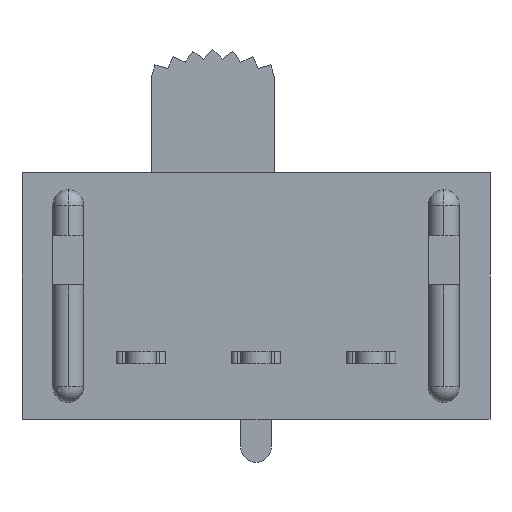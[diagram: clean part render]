
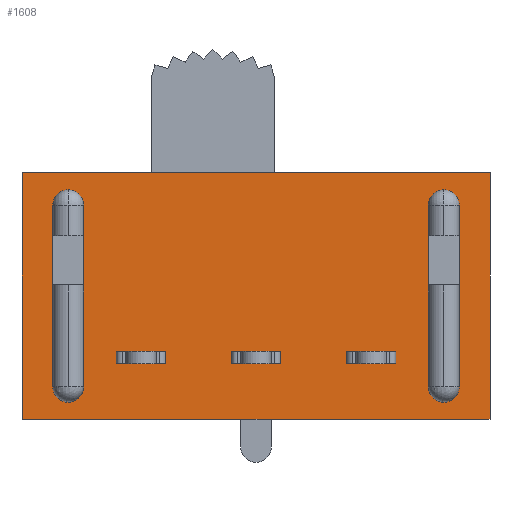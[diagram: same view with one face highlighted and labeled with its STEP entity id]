
A CAD part, front view. The second image highlights one B-rep face of the part: STEP entity #1608.
In plain terms, the highlighted planar face has unit normal (0, -1, 0).
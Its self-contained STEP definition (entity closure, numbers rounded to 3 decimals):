
#60 = EDGE_CURVE ( 'NONE', #105, #2859, #2625, .T. ) ;
#105 = VERTEX_POINT ( 'NONE', #1539 ) ;
#122 = EDGE_LOOP ( 'NONE', ( #1077, #2663, #1309, #962, #2286, #1797 ) ) ;
#166 = DIRECTION ( 'NONE',  ( 0., 0., 1. ) ) ;
#201 = CARTESIAN_POINT ( 'NONE',  ( 7.112, 2.54, -1.206 ) ) ;
#203 = EDGE_CURVE ( 'NONE', #2127, #1404, #2781, .T. ) ;
#255 = VERTEX_POINT ( 'NONE', #1363 ) ;
#302 = FACE_BOUND ( 'NONE', #2014, .T. ) ;
#304 = DIRECTION ( 'NONE',  ( 0., 0., 1. ) ) ;
#344 = DIRECTION ( 'NONE',  ( 0., 0., 1. ) ) ;
#357 = EDGE_CURVE ( 'NONE', #2859, #1342, #2161, .T. ) ;
#372 = ORIENTED_EDGE ( 'NONE', *, *, #2337, .F. ) ;
#430 = CARTESIAN_POINT ( 'NONE',  ( -7.747, 2.54, 6.287 ) ) ;
#447 = AXIS2_PLACEMENT_3D ( 'NONE', #1893, #3095, #461 ) ;
#461 = DIRECTION ( 'NONE',  ( 0., 0., -1. ) ) ;
#485 = LINE ( 'NONE', #2482, #2912 ) ;
#501 = ORIENTED_EDGE ( 'NONE', *, *, #2649, .F. ) ;
#535 = CARTESIAN_POINT ( 'NONE',  ( -9.652, 2.54, -2.54 ) ) ;
#537 = DIRECTION ( 'NONE',  ( 0., -1., 0. ) ) ;
#668 = VERTEX_POINT ( 'NONE', #1272 ) ;
#674 = DIRECTION ( 'NONE',  ( 0., 0., 1. ) ) ;
#752 = EDGE_CURVE ( 'NONE', #1404, #1625, #2803, .T. ) ;
#774 = DIRECTION ( 'NONE',  ( 0., 0., 1. ) ) ;
#787 = CARTESIAN_POINT ( 'NONE',  ( -8.382, 2.54, -1.206 ) ) ;
#868 = CARTESIAN_POINT ( 'NONE',  ( 7.747, 2.54, -1.206 ) ) ;
#916 = DIRECTION ( 'NONE',  ( 0., 0., 1. ) ) ;
#924 = LINE ( 'NONE', #2566, #2094 ) ;
#928 = DIRECTION ( 'NONE',  ( 0., 0., -1. ) ) ;
#933 = FACE_OUTER_BOUND ( 'NONE', #122, .T. ) ;
#958 = EDGE_CURVE ( 'NONE', #2393, #105, #2030, .T. ) ;
#962 = ORIENTED_EDGE ( 'NONE', *, *, #2274, .F. ) ;
#967 = DIRECTION ( 'NONE',  ( 0., 0., -1. ) ) ;
#969 = VECTOR ( 'NONE', #1735, 1000. ) ;
#978 = CIRCLE ( 'NONE', #2595, 0.635 ) ;
#1024 = CARTESIAN_POINT ( 'NONE',  ( 7.112, 2.54, 6.286 ) ) ;
#1038 = EDGE_CURVE ( 'NONE', #1342, #1415, #2878, .T. ) ;
#1066 = ORIENTED_EDGE ( 'NONE', *, *, #752, .F. ) ;
#1077 = ORIENTED_EDGE ( 'NONE', *, *, #2460, .F. ) ;
#1110 = VERTEX_POINT ( 'NONE', #1648 ) ;
#1176 = AXIS2_PLACEMENT_3D ( 'NONE', #2698, #537, #2227 ) ;
#1221 = LINE ( 'NONE', #1727, #2052 ) ;
#1233 = CARTESIAN_POINT ( 'NONE',  ( 9.652, 2.54, -2.54 ) ) ;
#1235 = VECTOR ( 'NONE', #1508, 1000. ) ;
#1257 = DIRECTION ( 'NONE',  ( 1., 0., 0. ) ) ;
#1272 = CARTESIAN_POINT ( 'NONE',  ( -7.112, 2.54, -1.206 ) ) ;
#1309 = ORIENTED_EDGE ( 'NONE', *, *, #2626, .F. ) ;
#1327 = EDGE_CURVE ( 'NONE', #1415, #2393, #2248, .T. ) ;
#1342 = VERTEX_POINT ( 'NONE', #1498 ) ;
#1363 = CARTESIAN_POINT ( 'NONE',  ( -7.112, 2.54, 6.286 ) ) ;
#1404 = VERTEX_POINT ( 'NONE', #2746 ) ;
#1415 = VERTEX_POINT ( 'NONE', #1024 ) ;
#1460 = DIRECTION ( 'NONE',  ( -1., 0., 0. ) ) ;
#1463 = VECTOR ( 'NONE', #1476, 1000. ) ;
#1476 = DIRECTION ( 'NONE',  ( 0., 0., -1. ) ) ;
#1477 = EDGE_CURVE ( 'NONE', #2938, #1110, #485, .T. ) ;
#1498 = CARTESIAN_POINT ( 'NONE',  ( 7.747, 2.54, 6.922 ) ) ;
#1508 = DIRECTION ( 'NONE',  ( -1., 0., 0. ) ) ;
#1539 = CARTESIAN_POINT ( 'NONE',  ( 8.382, 2.54, -1.206 ) ) ;
#1547 = VECTOR ( 'NONE', #344, 1000. ) ;
#1549 = VERTEX_POINT ( 'NONE', #2220 ) ;
#1551 = VECTOR ( 'NONE', #967, 1000. ) ;
#1562 = AXIS2_PLACEMENT_3D ( 'NONE', #3074, #2571, #166 ) ;
#1608 = ADVANCED_FACE ( 'NONE', ( #933, #302, #1986 ), #2449, .T. ) ;
#1625 = VERTEX_POINT ( 'NONE', #787 ) ;
#1633 = EDGE_CURVE ( 'NONE', #2378, #1549, #1715, .T. ) ;
#1648 = CARTESIAN_POINT ( 'NONE',  ( 9.652, 2.54, 7.62 ) ) ;
#1715 = LINE ( 'NONE', #2479, #1235 ) ;
#1727 = CARTESIAN_POINT ( 'NONE',  ( -7.112, 2.54, 6.286 ) ) ;
#1735 = DIRECTION ( 'NONE',  ( 0., 0., -1. ) ) ;
#1738 = ORIENTED_EDGE ( 'NONE', *, *, #203, .F. ) ;
#1744 = AXIS2_PLACEMENT_3D ( 'NONE', #2096, #1882, #916 ) ;
#1797 = ORIENTED_EDGE ( 'NONE', *, *, #2412, .F. ) ;
#1826 = CARTESIAN_POINT ( 'NONE',  ( 8.382, 2.54, 6.287 ) ) ;
#1828 = LINE ( 'NONE', #2891, #1551 ) ;
#1865 = ORIENTED_EDGE ( 'NONE', *, *, #958, .F. ) ;
#1882 = DIRECTION ( 'NONE',  ( 0., -1., 0. ) ) ;
#1893 = CARTESIAN_POINT ( 'NONE',  ( 7.747, 2.54, 6.287 ) ) ;
#1912 = CARTESIAN_POINT ( 'NONE',  ( 7.747, 2.54, 6.287 ) ) ;
#1918 = CARTESIAN_POINT ( 'NONE',  ( -9.652, 2.54, -2.54 ) ) ;
#1921 = ORIENTED_EDGE ( 'NONE', *, *, #357, .F. ) ;
#1977 = CARTESIAN_POINT ( 'NONE',  ( 7.112, 2.54, 6.286 ) ) ;
#1986 = FACE_BOUND ( 'NONE', #2317, .T. ) ;
#2014 = EDGE_LOOP ( 'NONE', ( #3086, #1865, #2270, #2491, #1921 ) ) ;
#2030 = CIRCLE ( 'NONE', #2383, 0.635 ) ;
#2052 = VECTOR ( 'NONE', #304, 1000. ) ;
#2064 = CARTESIAN_POINT ( 'NONE',  ( -9.652, 2.54, 7.62 ) ) ;
#2094 = VECTOR ( 'NONE', #2835, 1000. ) ;
#2096 = CARTESIAN_POINT ( 'NONE',  ( -7.747, 2.54, -1.206 ) ) ;
#2112 = DIRECTION ( 'NONE',  ( 0., -1., 0. ) ) ;
#2127 = VERTEX_POINT ( 'NONE', #3132 ) ;
#2129 = CIRCLE ( 'NONE', #1744, 0.635 ) ;
#2139 = AXIS2_PLACEMENT_3D ( 'NONE', #1912, #2157, #928 ) ;
#2157 = DIRECTION ( 'NONE',  ( 0., -1., 0. ) ) ;
#2161 = CIRCLE ( 'NONE', #447, 0.635 ) ;
#2169 = VECTOR ( 'NONE', #1460, 1000. ) ;
#2220 = CARTESIAN_POINT ( 'NONE',  ( -0.635, 2.54, -2.54 ) ) ;
#2227 = DIRECTION ( 'NONE',  ( 0., 0., -1. ) ) ;
#2248 = LINE ( 'NONE', #1977, #969 ) ;
#2270 = ORIENTED_EDGE ( 'NONE', *, *, #1327, .F. ) ;
#2274 = EDGE_CURVE ( 'NONE', #1549, #2863, #924, .T. ) ;
#2286 = ORIENTED_EDGE ( 'NONE', *, *, #1633, .F. ) ;
#2317 = EDGE_LOOP ( 'NONE', ( #501, #372, #1066, #1738, #2831 ) ) ;
#2337 = EDGE_CURVE ( 'NONE', #1625, #668, #2129, .T. ) ;
#2353 = DIRECTION ( 'NONE',  ( 0., 0., -1. ) ) ;
#2378 = VERTEX_POINT ( 'NONE', #2852 ) ;
#2383 = AXIS2_PLACEMENT_3D ( 'NONE', #868, #3090, #2353 ) ;
#2393 = VERTEX_POINT ( 'NONE', #201 ) ;
#2396 = LINE ( 'NONE', #535, #2513 ) ;
#2412 = EDGE_CURVE ( 'NONE', #2522, #2378, #2432, .T. ) ;
#2432 = LINE ( 'NONE', #1918, #2169 ) ;
#2442 = CARTESIAN_POINT ( 'NONE',  ( -8.382, 2.54, 6.286 ) ) ;
#2449 = PLANE ( 'NONE',  #1176 ) ;
#2460 = EDGE_CURVE ( 'NONE', #1110, #2522, #1828, .T. ) ;
#2479 = CARTESIAN_POINT ( 'NONE',  ( -9.652, 2.54, -2.54 ) ) ;
#2482 = CARTESIAN_POINT ( 'NONE',  ( -9.652, 2.54, 7.62 ) ) ;
#2491 = ORIENTED_EDGE ( 'NONE', *, *, #1038, .F. ) ;
#2513 = VECTOR ( 'NONE', #774, 1000. ) ;
#2522 = VERTEX_POINT ( 'NONE', #1233 ) ;
#2566 = CARTESIAN_POINT ( 'NONE',  ( -9.652, 2.54, -2.54 ) ) ;
#2571 = DIRECTION ( 'NONE',  ( 0., -1., 0. ) ) ;
#2595 = AXIS2_PLACEMENT_3D ( 'NONE', #430, #2112, #674 ) ;
#2625 = LINE ( 'NONE', #3139, #1547 ) ;
#2626 = EDGE_CURVE ( 'NONE', #2863, #2938, #2396, .T. ) ;
#2649 = EDGE_CURVE ( 'NONE', #668, #255, #1221, .T. ) ;
#2663 = ORIENTED_EDGE ( 'NONE', *, *, #1477, .F. ) ;
#2698 = CARTESIAN_POINT ( 'NONE',  ( 9.652, 2.54, 7.62 ) ) ;
#2746 = CARTESIAN_POINT ( 'NONE',  ( -8.382, 2.54, 6.286 ) ) ;
#2781 = CIRCLE ( 'NONE', #1562, 0.635 ) ;
#2803 = LINE ( 'NONE', #2442, #1463 ) ;
#2831 = ORIENTED_EDGE ( 'NONE', *, *, #3029, .F. ) ;
#2835 = DIRECTION ( 'NONE',  ( -1., 0., 0. ) ) ;
#2852 = CARTESIAN_POINT ( 'NONE',  ( 0.635, 2.54, -2.54 ) ) ;
#2859 = VERTEX_POINT ( 'NONE', #1826 ) ;
#2863 = VERTEX_POINT ( 'NONE', #3075 ) ;
#2878 = CIRCLE ( 'NONE', #2139, 0.635 ) ;
#2891 = CARTESIAN_POINT ( 'NONE',  ( 9.652, 2.54, -2.54 ) ) ;
#2912 = VECTOR ( 'NONE', #1257, 1000. ) ;
#2938 = VERTEX_POINT ( 'NONE', #2064 ) ;
#3029 = EDGE_CURVE ( 'NONE', #255, #2127, #978, .T. ) ;
#3074 = CARTESIAN_POINT ( 'NONE',  ( -7.747, 2.54, 6.287 ) ) ;
#3075 = CARTESIAN_POINT ( 'NONE',  ( -9.652, 2.54, -2.54 ) ) ;
#3086 = ORIENTED_EDGE ( 'NONE', *, *, #60, .F. ) ;
#3090 = DIRECTION ( 'NONE',  ( 0., -1., 0. ) ) ;
#3095 = DIRECTION ( 'NONE',  ( 0., -1., 0. ) ) ;
#3132 = CARTESIAN_POINT ( 'NONE',  ( -7.747, 2.54, 6.922 ) ) ;
#3139 = CARTESIAN_POINT ( 'NONE',  ( 8.382, 2.54, 6.287 ) ) ;
